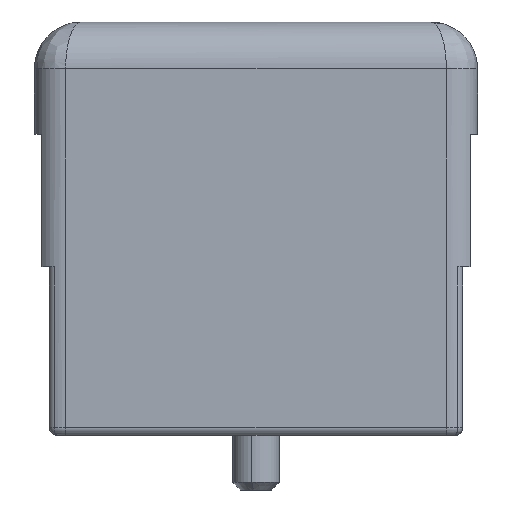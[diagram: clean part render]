
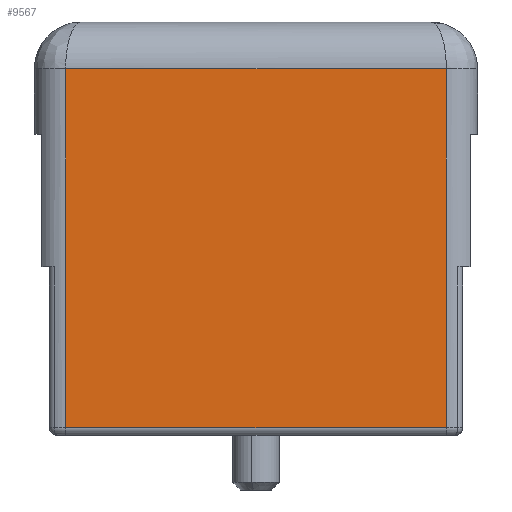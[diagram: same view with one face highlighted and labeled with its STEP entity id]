
A CAD part, front view. The second image highlights one B-rep face of the part: STEP entity #9567.
In plain terms, the highlighted planar face has unit normal (0, -1, 0).
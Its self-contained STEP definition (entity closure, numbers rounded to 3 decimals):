
#9540=AXIS2_PLACEMENT_3D('Plane Axis2P3D',#9537,#9538,#9539) ;
#8986=CARTESIAN_POINT('Vertex',(26.4,0.,4.)) ;
#8989=CARTESIAN_POINT('Line Origine',(2.,0.,4.)) ;
#8993=CARTESIAN_POINT('Vertex',(2.,0.,4.)) ;
#9537=CARTESIAN_POINT('Axis2P3D Location',(26.4,0.,30.)) ;
#9542=CARTESIAN_POINT('Line Origine',(2.,0.,15.5)) ;
#9546=CARTESIAN_POINT('Vertex',(2.,0.,27.)) ;
#9549=CARTESIAN_POINT('Line Origine',(26.4,0.,15.5)) ;
#9553=CARTESIAN_POINT('Vertex',(26.4,0.,27.)) ;
#9556=CARTESIAN_POINT('Line Origine',(14.2,0.,27.)) ;
#8990=DIRECTION('Vector Direction',(1.,0.,0.)) ;
#9538=DIRECTION('Axis2P3D Direction',(0.,-1.,0.)) ;
#9539=DIRECTION('Axis2P3D XDirection',(-1.,0.,0.)) ;
#9543=DIRECTION('Vector Direction',(0.,0.,-1.)) ;
#9550=DIRECTION('Vector Direction',(0.,0.,-1.)) ;
#9557=DIRECTION('Vector Direction',(1.,0.,0.)) ;
#8991=VECTOR('Line Direction',#8990,1.) ;
#9544=VECTOR('Line Direction',#9543,1.) ;
#9551=VECTOR('Line Direction',#9550,1.) ;
#9558=VECTOR('Line Direction',#9557,1.) ;
#9562=ORIENTED_EDGE('',*,*,#9548,.T.) ;
#9563=ORIENTED_EDGE('',*,*,#8995,.T.) ;
#9564=ORIENTED_EDGE('',*,*,#9555,.T.) ;
#9565=ORIENTED_EDGE('',*,*,#9560,.F.) ;
#9567=ADVANCED_FACE('MANIFOLD_SOLID_BREP #1384',(#9566),#9541,.T.) ;
#8995=EDGE_CURVE('',#8994,#8987,#8992,.T.) ;
#9548=EDGE_CURVE('',#9547,#8994,#9545,.T.) ;
#9555=EDGE_CURVE('',#8987,#9554,#9552,.F.) ;
#9560=EDGE_CURVE('',#9547,#9554,#9559,.T.) ;
#9561=EDGE_LOOP('',(#9562,#9563,#9564,#9565)) ;
#9566=FACE_OUTER_BOUND('',#9561,.T.) ;
#8992=LINE('Line',#8989,#8991) ;
#9545=LINE('Line',#9542,#9544) ;
#9552=LINE('Line',#9549,#9551) ;
#9559=LINE('Line',#9556,#9558) ;
#9541=PLANE('',#9540) ;
#8987=VERTEX_POINT('',#8986) ;
#8994=VERTEX_POINT('',#8993) ;
#9547=VERTEX_POINT('',#9546) ;
#9554=VERTEX_POINT('',#9553) ;
